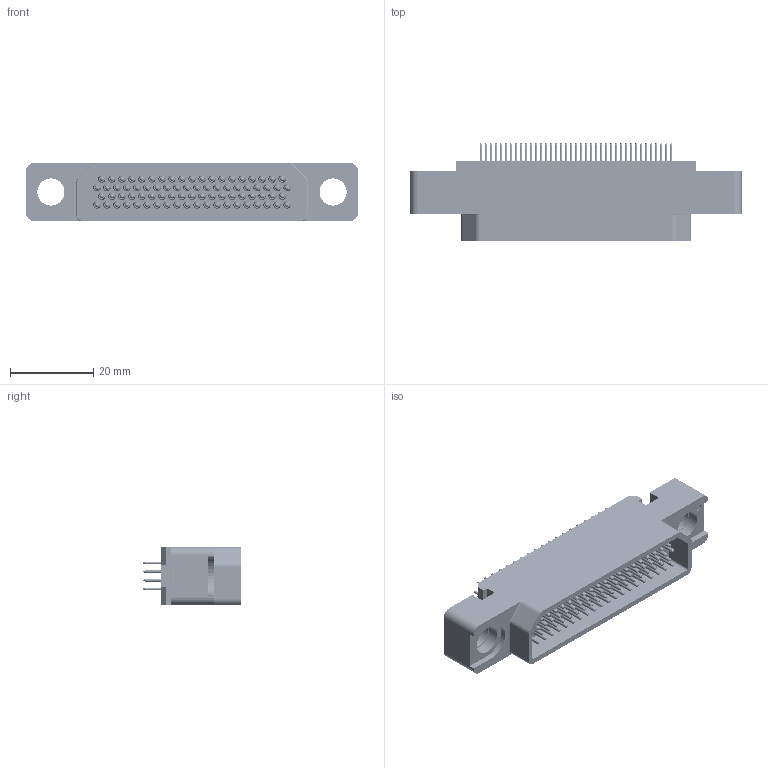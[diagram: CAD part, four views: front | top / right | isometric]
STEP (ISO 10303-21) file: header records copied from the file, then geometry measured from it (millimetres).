
FILE_DESCRIPTION((''),'2;1');
FILE_NAME('00192012000','2019-10-30T',('presta_be4'),(''),'CREO PARAMETRIC BY PTC INC, 2018360','CREO PARAMETRIC BY PTC INC, 2018360','');
FILE_SCHEMA(('CONFIG_CONTROL_DESIGN'));
Products named in the file (1): 00192012000
Bounding box: 80 x 23.51 x 14 mm (x, y, z)
Volume: 10558.5 mm3; surface area: 15385.5 mm2
Topology: 1 solids, 2 shells, 4674 faces, 10931 edges, 6822 vertices
Faces by surface type: plane 1747, cylinder 1562, cone 642, torus 338, extrusion 223, bspline 162
Entity records: 141802 total; most frequent: CARTESIAN_POINT 32552, DIRECTION 23579, ORIENTED_EDGE 21862, EDGE_CURVE 10931, AXIS2_PLACEMENT_3D 8701, VERTEX_POINT 6822, VECTOR 6177, LINE 5954
